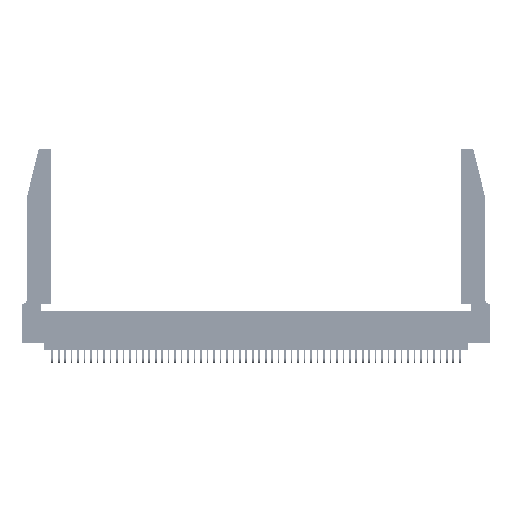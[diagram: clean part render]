
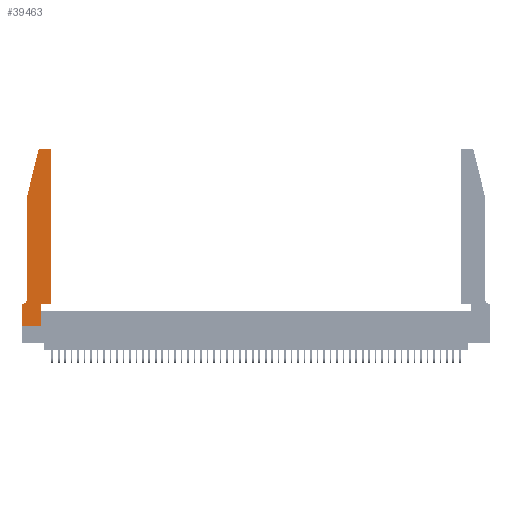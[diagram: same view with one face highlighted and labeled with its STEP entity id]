
A CAD part, top view. The second image highlights one B-rep face of the part: STEP entity #39463.
In plain terms, the highlighted planar face has unit normal (0, 0, 1).
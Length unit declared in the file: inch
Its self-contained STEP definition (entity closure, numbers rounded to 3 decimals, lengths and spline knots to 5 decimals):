
#29 = VECTOR ( 'NONE', #5694, 39.37008 ) ;
#258 = LINE ( 'NONE', #25015, #49685 ) ;
#271 = ORIENTED_EDGE ( 'NONE', *, *, #37792, .T. ) ;
#436 = ORIENTED_EDGE ( 'NONE', *, *, #37570, .T. ) ;
#835 = LINE ( 'NONE', #19852, #21624 ) ;
#1024 = ORIENTED_EDGE ( 'NONE', *, *, #46708, .T. ) ;
#1429 = EDGE_CURVE ( 'NONE', #50939, #28231, #12555, .T. ) ;
#1612 = CARTESIAN_POINT ( 'NONE',  ( 0.2865, 0.35, 0.37 ) ) ;
#2667 = CARTESIAN_POINT ( 'NONE',  ( 0.0755, 0.35, 0.37 ) ) ;
#4102 = CARTESIAN_POINT ( 'NONE',  ( 0.2865, 0., 0.37 ) ) ;
#4634 = VERTEX_POINT ( 'NONE', #4102 ) ;
#4777 = AXIS2_PLACEMENT_3D ( 'NONE', #16424, #20250, #45329 ) ;
#5694 = DIRECTION ( 'NONE',  ( 1., 0., 0. ) ) ;
#7141 = AXIS2_PLACEMENT_3D ( 'NONE', #53383, #41366, #45032 ) ;
#7869 = CARTESIAN_POINT ( 'NONE',  ( 0.0055, 0.35, 0.37 ) ) ;
#8954 = VERTEX_POINT ( 'NONE', #45006 ) ;
#9009 = EDGE_CURVE ( 'NONE', #28944, #41817, #258, .T. ) ;
#9288 = VECTOR ( 'NONE', #39191, 39.37008 ) ;
#10062 = CIRCLE ( 'NONE', #4777, 0.07 ) ;
#11033 = LINE ( 'NONE', #14053, #29 ) ;
#11811 = DIRECTION ( 'NONE',  ( 0., 0., 1. ) ) ;
#12077 = DIRECTION ( 'NONE',  ( 1., 0., 0. ) ) ;
#12349 = CARTESIAN_POINT ( 'NONE',  ( 0.284, 2.72, 0.37 ) ) ;
#12555 = LINE ( 'NONE', #35361, #39875 ) ;
#14053 = CARTESIAN_POINT ( 'NONE',  ( 0., 0., 0.37 ) ) ;
#14685 = ORIENTED_EDGE ( 'NONE', *, *, #1429, .T. ) ;
#14940 = CARTESIAN_POINT ( 'NONE',  ( 0.284, 2.75, 0.37 ) ) ;
#15361 = DIRECTION ( 'NONE',  ( -1., 0., 0. ) ) ;
#15497 = DIRECTION ( 'NONE',  ( 0., 1., 0. ) ) ;
#15984 = CIRCLE ( 'NONE', #31698, 0.03 ) ;
#16091 = VERTEX_POINT ( 'NONE', #7869 ) ;
#16424 = CARTESIAN_POINT ( 'NONE',  ( 0.0055, 0.42, 0.37 ) ) ;
#17759 = DIRECTION ( 'NONE',  ( -0.239, -0.971, 0. ) ) ;
#18127 = EDGE_CURVE ( 'NONE', #30920, #45929, #30268, .T. ) ;
#19407 = CARTESIAN_POINT ( 'NONE',  ( 0.4505, 0.35, 0.37 ) ) ;
#19812 = EDGE_CURVE ( 'NONE', #4634, #49339, #22988, .T. ) ;
#19852 = CARTESIAN_POINT ( 'NONE',  ( 0.4505, 0.35, 0.37 ) ) ;
#20250 = DIRECTION ( 'NONE',  ( 0., 0., -1. ) ) ;
#20387 = VECTOR ( 'NONE', #17759, 39.37008 ) ;
#21624 = VECTOR ( 'NONE', #15497, 39.37008 ) ;
#21979 = ORIENTED_EDGE ( 'NONE', *, *, #9009, .T. ) ;
#22379 = LINE ( 'NONE', #38458, #20387 ) ;
#22988 = LINE ( 'NONE', #1612, #43099 ) ;
#23180 = EDGE_CURVE ( 'NONE', #28231, #43610, #48590, .T. ) ;
#24270 = LINE ( 'NONE', #47924, #9288 ) ;
#24399 = VECTOR ( 'NONE', #45558, 39.37008 ) ;
#24834 = CARTESIAN_POINT ( 'NONE',  ( 0.2865, 0.35, 0.37 ) ) ;
#24952 = CARTESIAN_POINT ( 'NONE',  ( 0., 0., 0.37 ) ) ;
#25015 = CARTESIAN_POINT ( 'NONE',  ( 0.0755, 2., 0.37 ) ) ;
#25271 = ORIENTED_EDGE ( 'NONE', *, *, #19812, .T. ) ;
#25849 = CARTESIAN_POINT ( 'NONE',  ( 0.4205, 2.72, 0.37 ) ) ;
#28231 = VERTEX_POINT ( 'NONE', #14940 ) ;
#28944 = VERTEX_POINT ( 'NONE', #40145 ) ;
#30268 = LINE ( 'NONE', #53740, #24399 ) ;
#30920 = VERTEX_POINT ( 'NONE', #50010 ) ;
#31698 = AXIS2_PLACEMENT_3D ( 'NONE', #25849, #32692, #12077 ) ;
#31998 = DIRECTION ( 'NONE',  ( 0., 1., 0. ) ) ;
#32692 = DIRECTION ( 'NONE',  ( 0., 0., 1. ) ) ;
#32889 = PLANE ( 'NONE',  #7141 ) ;
#33571 = CARTESIAN_POINT ( 'NONE',  ( 0.25487, 2.72718, 0.37 ) ) ;
#33707 = ORIENTED_EDGE ( 'NONE', *, *, #45181, .T. ) ;
#35361 = CARTESIAN_POINT ( 'NONE',  ( 0.2605, 2.75, 0.37 ) ) ;
#35520 = DIRECTION ( 'NONE',  ( -1., 0., 0. ) ) ;
#35527 = AXIS2_PLACEMENT_3D ( 'NONE', #12349, #11811, #41259 ) ;
#36453 = EDGE_CURVE ( 'NONE', #50648, #8954, #835, .T. ) ;
#36817 = CARTESIAN_POINT ( 'NONE',  ( 0.4205, 2.75, 0.37 ) ) ;
#36853 = ORIENTED_EDGE ( 'NONE', *, *, #36453, .T. ) ;
#37217 = VECTOR ( 'NONE', #15361, 39.37008 ) ;
#37570 = EDGE_CURVE ( 'NONE', #49339, #50648, #24270, .T. ) ;
#37792 = EDGE_CURVE ( 'NONE', #16091, #30920, #37893, .T. ) ;
#37893 = LINE ( 'NONE', #2667, #37217 ) ;
#38458 = CARTESIAN_POINT ( 'NONE',  ( 0.0755, 2., 0.37 ) ) ;
#39191 = DIRECTION ( 'NONE',  ( 1., 0., 0. ) ) ;
#39463 = ADVANCED_FACE ( 'NONE', ( #51383 ), #32889, .T. ) ;
#39875 = VECTOR ( 'NONE', #35520, 39.37008 ) ;
#40054 = CARTESIAN_POINT ( 'NONE',  ( 0.0755, 0.42, 0.37 ) ) ;
#40145 = CARTESIAN_POINT ( 'NONE',  ( 0.0755, 2., 0.37 ) ) ;
#41259 = DIRECTION ( 'NONE',  ( 1., 0., 0. ) ) ;
#41366 = DIRECTION ( 'NONE',  ( 0., 0., 1. ) ) ;
#41817 = VERTEX_POINT ( 'NONE', #40054 ) ;
#41863 = EDGE_CURVE ( 'NONE', #41817, #16091, #10062, .T. ) ;
#42804 = ORIENTED_EDGE ( 'NONE', *, *, #49529, .T. ) ;
#43099 = VECTOR ( 'NONE', #31998, 39.37008 ) ;
#43371 = EDGE_LOOP ( 'NONE', ( #14685, #49597, #1024, #21979, #47621, #271, #49534, #42804, #25271, #436, #36853, #33707 ) ) ;
#43610 = VERTEX_POINT ( 'NONE', #33571 ) ;
#45006 = CARTESIAN_POINT ( 'NONE',  ( 0.4505, 2.72, 0.37 ) ) ;
#45032 = DIRECTION ( 'NONE',  ( 1., 0., 0. ) ) ;
#45181 = EDGE_CURVE ( 'NONE', #8954, #50939, #15984, .T. ) ;
#45329 = DIRECTION ( 'NONE',  ( -1., 0., 0. ) ) ;
#45558 = DIRECTION ( 'NONE',  ( 0., -1., 0. ) ) ;
#45929 = VERTEX_POINT ( 'NONE', #24952 ) ;
#46708 = EDGE_CURVE ( 'NONE', #43610, #28944, #22379, .T. ) ;
#47621 = ORIENTED_EDGE ( 'NONE', *, *, #41863, .T. ) ;
#47924 = CARTESIAN_POINT ( 'NONE',  ( 0.4505, 0.35, 0.37 ) ) ;
#48590 = CIRCLE ( 'NONE', #35527, 0.03 ) ;
#49339 = VERTEX_POINT ( 'NONE', #24834 ) ;
#49529 = EDGE_CURVE ( 'NONE', #45929, #4634, #11033, .T. ) ;
#49534 = ORIENTED_EDGE ( 'NONE', *, *, #18127, .T. ) ;
#49597 = ORIENTED_EDGE ( 'NONE', *, *, #23180, .T. ) ;
#49685 = VECTOR ( 'NONE', #49887, 39.37008 ) ;
#49887 = DIRECTION ( 'NONE',  ( 0., -1., 0. ) ) ;
#50010 = CARTESIAN_POINT ( 'NONE',  ( 0., 0.35, 0.37 ) ) ;
#50648 = VERTEX_POINT ( 'NONE', #19407 ) ;
#50939 = VERTEX_POINT ( 'NONE', #36817 ) ;
#51383 = FACE_OUTER_BOUND ( 'NONE', #43371, .T. ) ;
#53383 = CARTESIAN_POINT ( 'NONE',  ( 0., 0.35, 0.37 ) ) ;
#53740 = CARTESIAN_POINT ( 'NONE',  ( 0., 0., 0.37 ) ) ;
